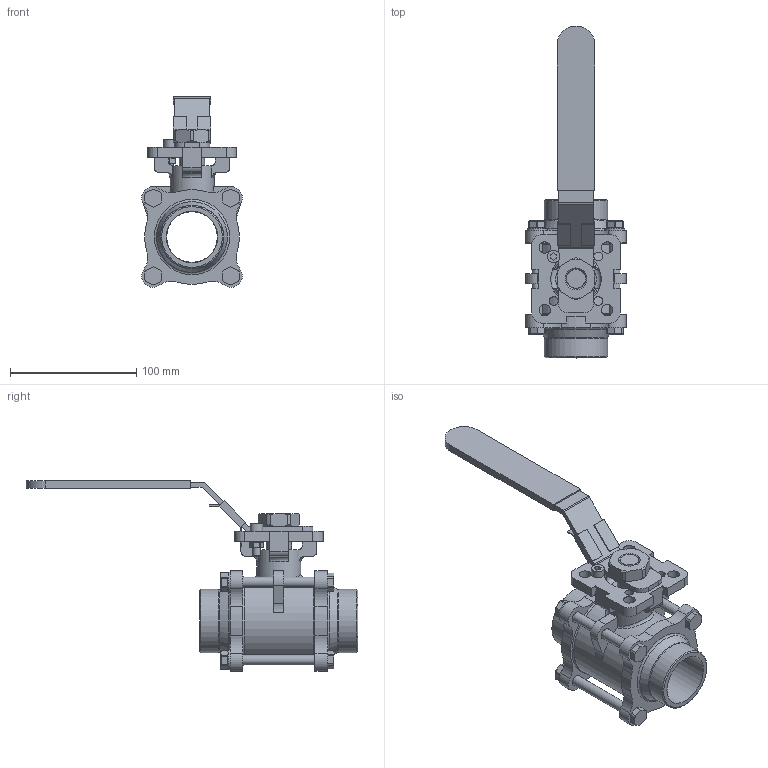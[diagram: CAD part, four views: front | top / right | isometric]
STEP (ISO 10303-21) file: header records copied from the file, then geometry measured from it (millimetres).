
FILE_DESCRIPTION(/* description */ ('Unknown'),/* implementation_level */ '2;1');
FILE_NAME(/* name */ 'WESA 9325-08_(8.122G.040)',/* time_stamp */ '2020-07-21T08:27:16+02:00',/* author */ ('Unknown'),/* organization */ ('Unknown'),/* preprocessor_version */ 'ST-DEVELOPER v16.7',/* originating_system */ 'Solid Edge',/* authorisation */ 'Unknown');
FILE_SCHEMA (('AUTOMOTIVE_DESIGN {1 0 10303 214 3 1 1}'));
Length unit declared in the file: millimetre
Products named in the file (13): 8.122.040; DIN933_M8x84; DIN126-M8; M8; Hebel 040-050; Hebel 040_050; Ummantelung 040_050; Lasche040_050; DIN934-M6.1.1; M18_niedrig; DIN912_M6x20
Assembly tree (21 placements, depth 3):
  8.122.040
    8.122.040
      8.122.040
      DIN933_M8x84  x4
      DIN126-M8  x4
      M8  x4
    Hebel 040-050
      Hebel 040_050
      Ummantelung 040_050
      Lasche040_050
    DIN934-M6.1.1
    M18_niedrig
    DIN912_M6x20
Bounding box: 79.52 x 262.5 x 150.76 mm (x, y, z)
Volume: 391968.9 mm3; surface area: 127932.5 mm2
Topology: 19 solids, 19 shells, 480 faces, 1271 edges, 837 vertices
Faces by surface type: plane 304, cylinder 126, cone 37, torus 11, bspline 2
Full cylindrical faces by diameter (mm): 5 x1, 6 x1, 6.647 x4, 7 x4, 8 x4, 9 x18, 10 x1, 15.294 x1, 16 x4, 20 x1, 35 x1, 40 x2, 40.9 x2, 50 x2, 69.5 x1
Entity records: 11421 total; most frequent: CARTESIAN_POINT 2108, DIRECTION 1754, ORIENTED_EDGE 1672, EDGE_CURVE 836, AXIS2_PLACEMENT_3D 618, VERTEX_POINT 580, LINE 518, VECTOR 518
